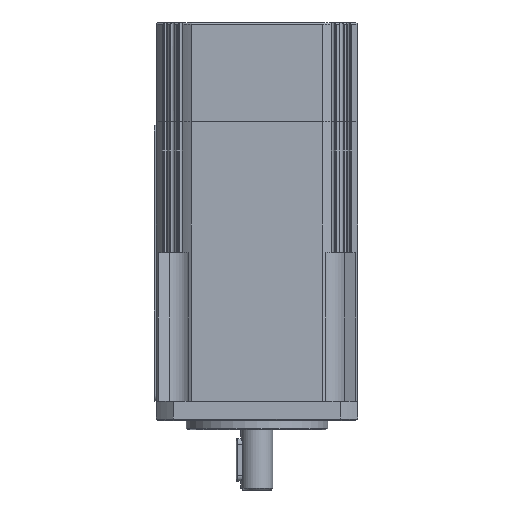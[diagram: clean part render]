
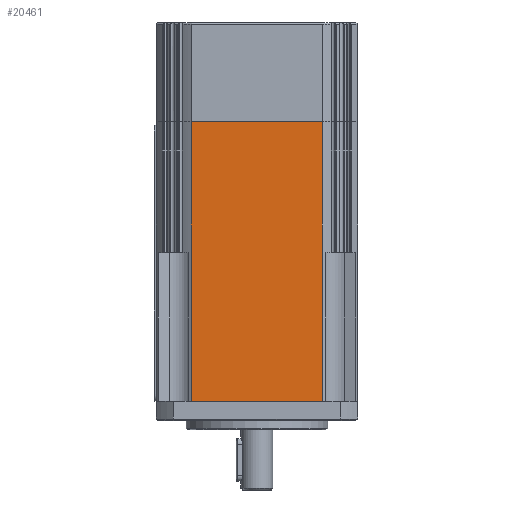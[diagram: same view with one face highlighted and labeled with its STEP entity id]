
A CAD part, front view. The second image highlights one B-rep face of the part: STEP entity #20461.
In plain terms, the highlighted planar face has unit normal (0, -1, 0).
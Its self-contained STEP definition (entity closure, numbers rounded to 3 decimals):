
#20422=CARTESIAN_POINT('',(0.,-28.5,0.0));
#20423=DIRECTION('',(0.0,-1.0,0.0));
#20424=DIRECTION('',(0.0,0.0,-1.0));
#20425=AXIS2_PLACEMENT_3D('',#20422,#20423,#20424);
#20426=PLANE('',#20425);
#20427=CARTESIAN_POINT('',(18.54,-28.5,79.0));
#20428=VERTEX_POINT('',#20427);
#20429=CARTESIAN_POINT('',(-18.54,-28.5,79.0));
#20430=VERTEX_POINT('',#20429);
#20431=CARTESIAN_POINT('',(18.54,-28.5,79.0));
#20432=DIRECTION('',(-1.0,0.0,0.0));
#20433=VECTOR('',#20432,37.081);
#20434=LINE('',#20431,#20433);
#20435=EDGE_CURVE('',#20428,#20430,#20434,.T.);
#20436=ORIENTED_EDGE('',*,*,#20435,.T.);
#20437=CARTESIAN_POINT('',(-18.54,-28.5,0.0));
#20438=VERTEX_POINT('',#20437);
#20439=CARTESIAN_POINT('',(-18.54,-28.5,0.0));
#20440=DIRECTION('',(0.0,0.0,1.0));
#20441=VECTOR('',#20440,79.0);
#20442=LINE('',#20439,#20441);
#20443=EDGE_CURVE('',#20438,#20430,#20442,.T.);
#20444=ORIENTED_EDGE('',*,*,#20443,.F.);
#20445=CARTESIAN_POINT('',(18.54,-28.5,0.0));
#20446=VERTEX_POINT('',#20445);
#20447=CARTESIAN_POINT('',(18.54,-28.5,0.0));
#20448=DIRECTION('',(-1.0,0.0,0.0));
#20449=VECTOR('',#20448,37.081);
#20450=LINE('',#20447,#20449);
#20451=EDGE_CURVE('',#20446,#20438,#20450,.T.);
#20452=ORIENTED_EDGE('',*,*,#20451,.F.);
#20453=CARTESIAN_POINT('',(18.54,-28.5,0.0));
#20454=DIRECTION('',(0.0,0.0,1.0));
#20455=VECTOR('',#20454,79.0);
#20456=LINE('',#20453,#20455);
#20457=EDGE_CURVE('',#20446,#20428,#20456,.T.);
#20458=ORIENTED_EDGE('',*,*,#20457,.T.);
#20459=EDGE_LOOP('',(#20436,#20444,#20452,#20458));
#20460=FACE_OUTER_BOUND('',#20459,.T.);
#20461=ADVANCED_FACE('',(#20460),#20426,.T.);
